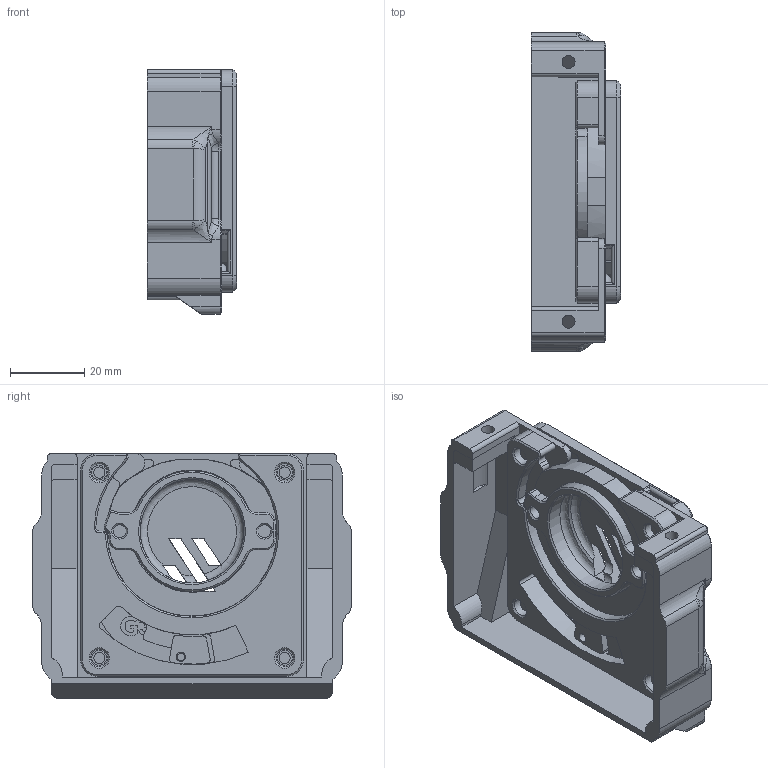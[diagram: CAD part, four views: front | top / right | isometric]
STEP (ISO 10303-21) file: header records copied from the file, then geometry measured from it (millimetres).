
FILE_DESCRIPTION(/* description */ (''),/* implementation_level */ '2;1');
FILE_NAME(/* name */ '60mm-Fan-mount-150mm-mod.step',/* time_stamp */ '2022-10-02T08:55:20+08:00',/* author */ (''),/* organization */ (''),/* preprocessor_version */ 'ST-DEVELOPER v19',/* originating_system */ 'Autodesk Translation Framework v11.7.0.108',/* authorisation */ '');
FILE_SCHEMA (('AUTOMOTIVE_DESIGN { 1 0 10303 214 3 1 1 }'));
Length unit declared in the file: millimetre
Products named in the file (6): oitswilliamv2 2.4r2 mount; 150mm 60mm fan mount; airtag mount gen3; front body; 94500A221_NO THREADS_316 Stainless Steel Button Head Hex Drive Screws; 150mm 60mm fan mount m3 12mm
Assembly tree (8 placements, depth 3):
  oitswilliamv2 2.4r2 mount
    150mm 60mm fan mount
    airtag mount gen3
      front body
      94500A221_NO THREADS_316 Stainless Steel Button Head Hex Drive Screws  x4
    150mm 60mm fan mount m3 12mm
Bounding box: 24 x 86 x 66 mm (x, y, z)
Volume: 68353.1 mm3; surface area: 46018.2 mm2
Topology: 14 solids, 14 shells, 1026 faces, 2578 edges, 1600 vertices
Faces by surface type: plane 379, bspline 281, cylinder 242, cone 114, torus 6, sphere 4
Full cylindrical faces by diameter (mm): 2 x1, 2.5 x1, 3 x4, 3.5 x6, 4 x10, 4.7 x6, 5 x2, 5.7 x4, 28 x1, 32.5 x1
Entity records: 32939 total; most frequent: CARTESIAN_POINT 10882, ORIENTED_EDGE 4954, DIRECTION 3841, EDGE_CURVE 2477, VERTEX_POINT 1549, LINE 1327, VECTOR 1327, AXIS2_PLACEMENT_3D 1257
